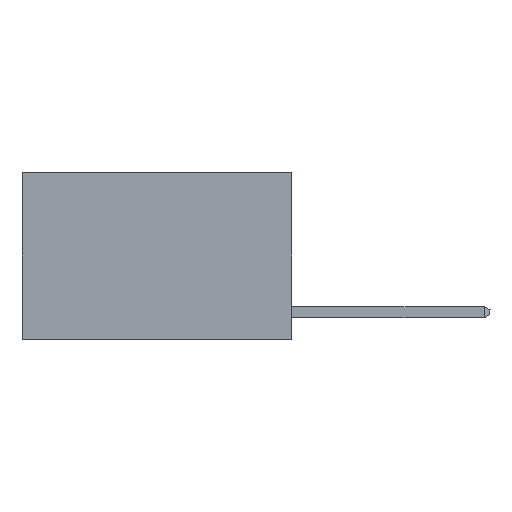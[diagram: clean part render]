
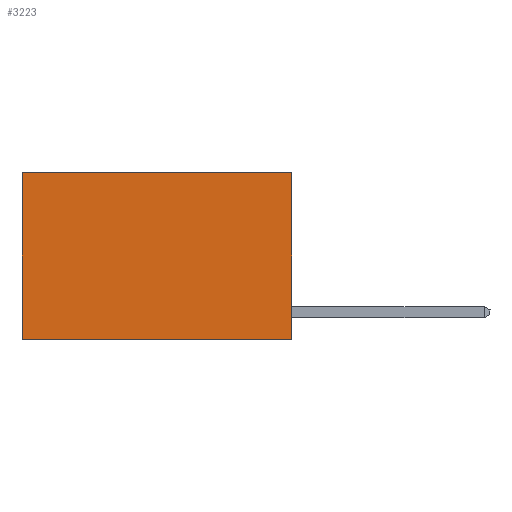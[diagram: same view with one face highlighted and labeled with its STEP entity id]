
A CAD part, left-side view. The second image highlights one B-rep face of the part: STEP entity #3223.
In plain terms, the highlighted planar face has unit normal (-1, 0, 0).
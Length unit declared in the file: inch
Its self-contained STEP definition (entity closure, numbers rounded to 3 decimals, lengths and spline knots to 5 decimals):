
#231 = DIRECTION ( 'NONE',  ( 0., 1., 0. ) ) ;
#866 = VECTOR ( 'NONE', #231, 39.37008 ) ;
#1247 = EDGE_CURVE ( 'NONE', #4450, #21569, #14488, .T. ) ;
#1367 = ORIENTED_EDGE ( 'NONE', *, *, #1247, .F. ) ;
#1800 = CARTESIAN_POINT ( 'NONE',  ( 0.2625, 0., 0. ) ) ;
#3223 = ADVANCED_FACE ( 'NONE', ( #8783 ), #5193, .F. ) ;
#4450 = VERTEX_POINT ( 'NONE', #21506 ) ;
#4727 = EDGE_LOOP ( 'NONE', ( #13492, #1367, #5242, #9256 ) ) ;
#4785 = VERTEX_POINT ( 'NONE', #19931 ) ;
#5096 = LINE ( 'NONE', #14245, #14945 ) ;
#5193 = PLANE ( 'NONE',  #10696 ) ;
#5242 = ORIENTED_EDGE ( 'NONE', *, *, #14265, .F. ) ;
#5847 = LINE ( 'NONE', #19561, #11367 ) ;
#7067 = DIRECTION ( 'NONE',  ( 0., 0., -1. ) ) ;
#7136 = LINE ( 'NONE', #1800, #16967 ) ;
#8783 = FACE_OUTER_BOUND ( 'NONE', #4727, .T. ) ;
#9256 = ORIENTED_EDGE ( 'NONE', *, *, #11085, .T. ) ;
#9554 = CARTESIAN_POINT ( 'NONE',  ( 0.2625, 0., -0.37 ) ) ;
#10273 = DIRECTION ( 'NONE',  ( 0., 1., 0. ) ) ;
#10696 = AXIS2_PLACEMENT_3D ( 'NONE', #23515, #18127, #7067 ) ;
#11085 = EDGE_CURVE ( 'NONE', #18278, #4785, #5847, .T. ) ;
#11367 = VECTOR ( 'NONE', #10273, 39.37008 ) ;
#11597 = CARTESIAN_POINT ( 'NONE',  ( 0.2625, 0.6, -0.37 ) ) ;
#12892 = DIRECTION ( 'NONE',  ( 0., 0., -1. ) ) ;
#13492 = ORIENTED_EDGE ( 'NONE', *, *, #20000, .T. ) ;
#14245 = CARTESIAN_POINT ( 'NONE',  ( 0.2625, 0.6, 0. ) ) ;
#14265 = EDGE_CURVE ( 'NONE', #18278, #4450, #7136, .T. ) ;
#14488 = LINE ( 'NONE', #9554, #866 ) ;
#14945 = VECTOR ( 'NONE', #16113, 39.37008 ) ;
#16113 = DIRECTION ( 'NONE',  ( 0., 0., -1. ) ) ;
#16967 = VECTOR ( 'NONE', #12892, 39.37008 ) ;
#18127 = DIRECTION ( 'NONE',  ( 1., 0., 0. ) ) ;
#18278 = VERTEX_POINT ( 'NONE', #22317 ) ;
#19561 = CARTESIAN_POINT ( 'NONE',  ( 0.2625, 0., 0. ) ) ;
#19931 = CARTESIAN_POINT ( 'NONE',  ( 0.2625, 0.6, 0. ) ) ;
#20000 = EDGE_CURVE ( 'NONE', #4785, #21569, #5096, .T. ) ;
#21506 = CARTESIAN_POINT ( 'NONE',  ( 0.2625, 0., -0.37 ) ) ;
#21569 = VERTEX_POINT ( 'NONE', #11597 ) ;
#22317 = CARTESIAN_POINT ( 'NONE',  ( 0.2625, 0., 0. ) ) ;
#23515 = CARTESIAN_POINT ( 'NONE',  ( 0.2625, 0., 0. ) ) ;
